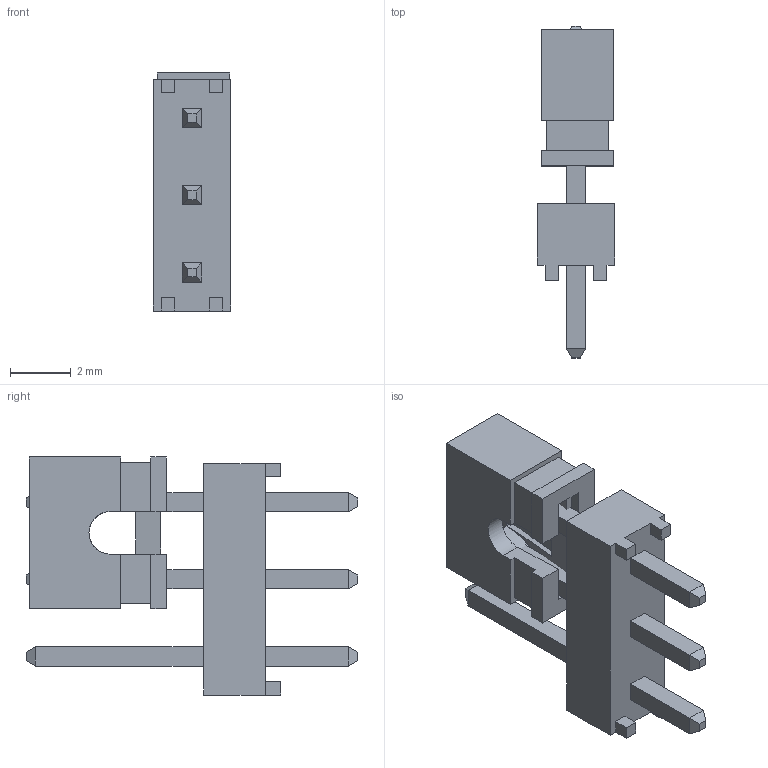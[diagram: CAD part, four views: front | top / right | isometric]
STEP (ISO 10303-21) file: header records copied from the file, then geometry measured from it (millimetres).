
FILE_DESCRIPTION (( 'STEP AP214' ), '1' );
FILE_NAME ('Dauchup_Jumper_Jp3.STEP', '2024-11-02T05:19:27', ( '' ), ( '' ), 'SwSTEP 2.0', 'SolidWorks 2020', '' );
FILE_SCHEMA (( 'AUTOMOTIVE_DESIGN' ));
Length unit declared in the file: millimetre
Products named in the file (5): JP-3p-Coheader.stp; T-1S6-07-TSW-1-07-1-T.stp; DauchupJumper.stp; TSW-101-07-S-T_body.stp; Dauchup_Jumper_Jp3
Assembly tree (4 placements, depth 3):
  Dauchup_Jumper_Jp3
    JP-3p-Coheader.stp
      TSW-101-07-S-T_body.stp
      T-1S6-07-TSW-1-07-1-T.stp
    DauchupJumper.stp
Bounding box: 2.54 x 10.92 x 7.84 mm (x, y, z)
Volume: 82.5 mm3; surface area: 349.3 mm2
Topology: 4 solids, 4 shells, 183 faces, 473 edges, 301 vertices
Faces by surface type: plane 173, cylinder 6, bspline 4
Entity records: 5700 total; most frequent: CARTESIAN_POINT 1091, ORIENTED_EDGE 946, DIRECTION 835, EDGE_CURVE 473, VECTOR 457, LINE 457, VERTEX_POINT 301, EDGE_LOOP 196
